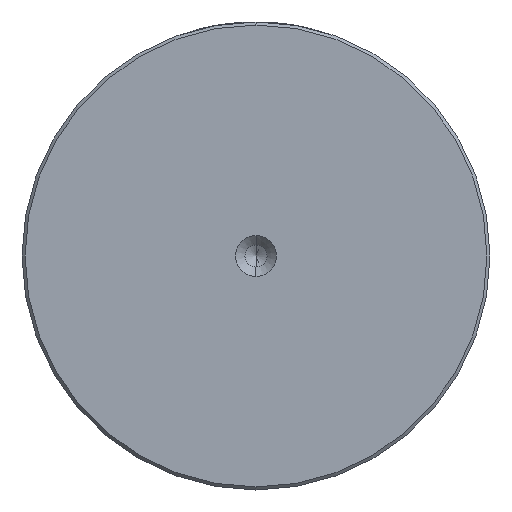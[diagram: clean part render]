
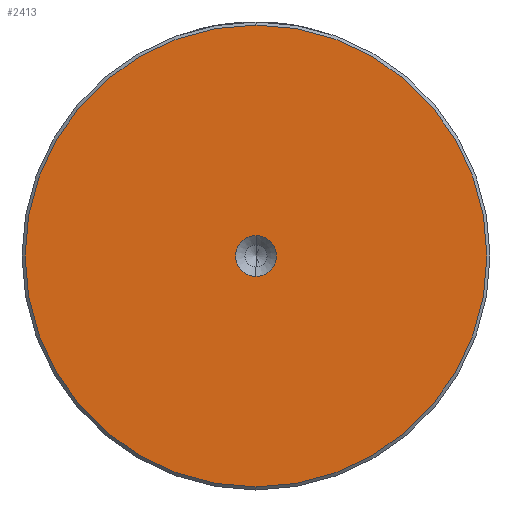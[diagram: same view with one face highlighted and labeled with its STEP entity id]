
A CAD part, left-side view. The second image highlights one B-rep face of the part: STEP entity #2413.
In plain terms, the highlighted planar face has unit normal (-1, 0, 0).
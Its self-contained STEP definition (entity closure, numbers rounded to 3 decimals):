
#106 = AXIS2_PLACEMENT_3D ( 'NONE', #2997, #1270, #3286 ) ;
#137 = DIRECTION ( 'NONE',  ( 0., 0., 1. ) ) ;
#394 = CARTESIAN_POINT ( 'NONE',  ( 0., 0., 0. ) ) ;
#436 = DIRECTION ( 'NONE',  ( -1., 0., 0. ) ) ;
#701 = CIRCLE ( 'NONE', #1171, 3.3 ) ;
#732 = CARTESIAN_POINT ( 'NONE',  ( 0., 0., 3.3 ) ) ;
#821 = ORIENTED_EDGE ( 'NONE', *, *, #1299, .T. ) ;
#872 = EDGE_CURVE ( 'NONE', #912, #1992, #701, .T. ) ;
#912 = VERTEX_POINT ( 'NONE', #732 ) ;
#1025 = AXIS2_PLACEMENT_3D ( 'NONE', #3565, #1845, #137 ) ;
#1081 = CARTESIAN_POINT ( 'NONE',  ( 0., 0., 0. ) ) ;
#1171 = AXIS2_PLACEMENT_3D ( 'NONE', #2148, #436, #2447 ) ;
#1186 = CIRCLE ( 'NONE', #106, 3.3 ) ;
#1270 = DIRECTION ( 'NONE',  ( -1., 0., 0. ) ) ;
#1272 = ORIENTED_EDGE ( 'NONE', *, *, #3427, .F. ) ;
#1299 = EDGE_CURVE ( 'NONE', #3300, #2140, #2484, .T. ) ;
#1371 = DIRECTION ( 'NONE',  ( 0., 0., 1. ) ) ;
#1524 = CARTESIAN_POINT ( 'NONE',  ( 0., 0., -3.3 ) ) ;
#1547 = DIRECTION ( 'NONE',  ( 0., 0., 1. ) ) ;
#1821 = CIRCLE ( 'NONE', #2053, 37.5 ) ;
#1845 = DIRECTION ( 'NONE',  ( -1., 0., 0. ) ) ;
#1992 = VERTEX_POINT ( 'NONE', #1524 ) ;
#2050 = CARTESIAN_POINT ( 'NONE',  ( 0., 0., 37.5 ) ) ;
#2053 = AXIS2_PLACEMENT_3D ( 'NONE', #1081, #3098, #1371 ) ;
#2140 = VERTEX_POINT ( 'NONE', #3012 ) ;
#2148 = CARTESIAN_POINT ( 'NONE',  ( 0., 0., 0. ) ) ;
#2186 = EDGE_LOOP ( 'NONE', ( #2268, #1272 ) ) ;
#2268 = ORIENTED_EDGE ( 'NONE', *, *, #872, .F. ) ;
#2413 = ADVANCED_FACE ( 'NONE', ( #3045, #3536 ), #2981, .T. ) ;
#2447 = DIRECTION ( 'NONE',  ( 0., 0., 1. ) ) ;
#2484 = CIRCLE ( 'NONE', #1025, 37.5 ) ;
#2596 = EDGE_CURVE ( 'NONE', #2140, #3300, #1821, .T. ) ;
#2981 = PLANE ( 'NONE',  #3083 ) ;
#2997 = CARTESIAN_POINT ( 'NONE',  ( 0., 0., 0. ) ) ;
#3012 = CARTESIAN_POINT ( 'NONE',  ( 0., 0., -37.5 ) ) ;
#3045 = FACE_OUTER_BOUND ( 'NONE', #3601, .T. ) ;
#3083 = AXIS2_PLACEMENT_3D ( 'NONE', #394, #3269, #1547 ) ;
#3098 = DIRECTION ( 'NONE',  ( -1., 0., 0. ) ) ;
#3250 = ORIENTED_EDGE ( 'NONE', *, *, #2596, .T. ) ;
#3269 = DIRECTION ( 'NONE',  ( -1., 0., 0. ) ) ;
#3286 = DIRECTION ( 'NONE',  ( 0., 0., 1. ) ) ;
#3300 = VERTEX_POINT ( 'NONE', #2050 ) ;
#3427 = EDGE_CURVE ( 'NONE', #1992, #912, #1186, .T. ) ;
#3536 = FACE_BOUND ( 'NONE', #2186, .T. ) ;
#3565 = CARTESIAN_POINT ( 'NONE',  ( 0., 0., 0. ) ) ;
#3601 = EDGE_LOOP ( 'NONE', ( #3250, #821 ) ) ;
